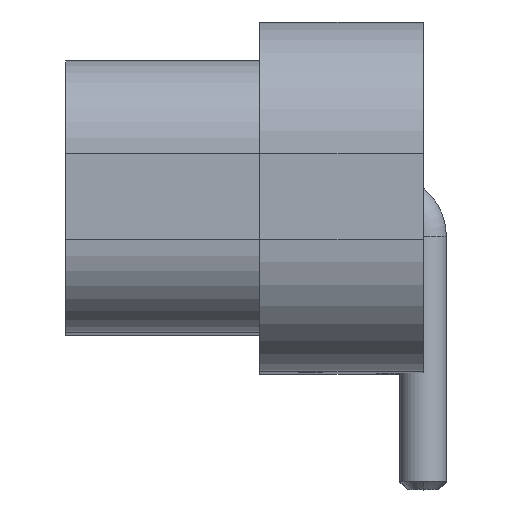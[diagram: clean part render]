
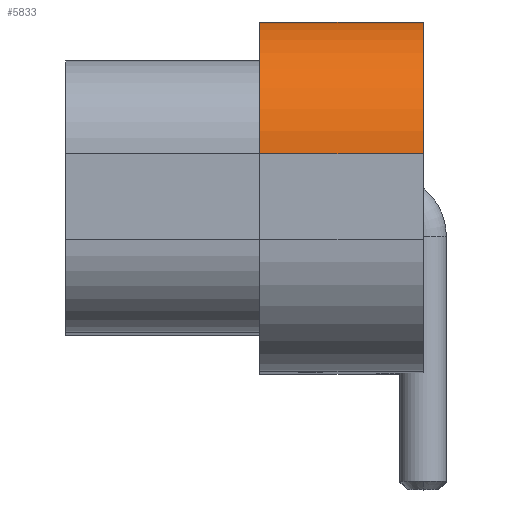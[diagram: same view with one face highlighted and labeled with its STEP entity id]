
A CAD part, top view. The second image highlights one B-rep face of the part: STEP entity #5833.
In plain terms, the highlighted cylindrical face has radius 1.7 mm (diameter 3.4 mm), a partial arc.
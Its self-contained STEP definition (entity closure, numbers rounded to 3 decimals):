
#539 = CYLINDRICAL_SURFACE ( 'NONE', #5427, 1.7 ) ;
#1091 = CARTESIAN_POINT ( 'NONE',  ( 15., 0.55, 8.95 ) ) ;
#1400 = AXIS2_PLACEMENT_3D ( 'NONE', #1091, #11054, #8357 ) ;
#1727 = VERTEX_POINT ( 'NONE', #9668 ) ;
#3206 = FACE_OUTER_BOUND ( 'NONE', #6245, .T. ) ;
#3789 = CARTESIAN_POINT ( 'NONE',  ( 12.9, 0.55, 8.95 ) ) ;
#3896 = DIRECTION ( 'NONE',  ( 1., 0., 0. ) ) ;
#4102 = ORIENTED_EDGE ( 'NONE', *, *, #7317, .F. ) ;
#4769 = AXIS2_PLACEMENT_3D ( 'NONE', #3789, #3896, #7504 ) ;
#4983 = CIRCLE ( 'NONE', #4769, 1.7 ) ;
#4993 = DIRECTION ( 'NONE',  ( -1., 0., 0. ) ) ;
#5077 = ORIENTED_EDGE ( 'NONE', *, *, #9421, .T. ) ;
#5427 = AXIS2_PLACEMENT_3D ( 'NONE', #6042, #7896, #7002 ) ;
#5833 = ADVANCED_FACE ( 'NONE', ( #3206 ), #539, .T. ) ;
#5951 = CARTESIAN_POINT ( 'NONE',  ( 12.9, 2.25, 8.95 ) ) ;
#6042 = CARTESIAN_POINT ( 'NONE',  ( 15.042, 0.55, 8.95 ) ) ;
#6245 = EDGE_LOOP ( 'NONE', ( #5077, #4102, #6403, #9357 ) ) ;
#6403 = ORIENTED_EDGE ( 'NONE', *, *, #10090, .F. ) ;
#6429 = VECTOR ( 'NONE', #4993, 1000. ) ;
#6605 = EDGE_CURVE ( 'NONE', #10174, #1727, #11627, .T. ) ;
#6636 = CARTESIAN_POINT ( 'NONE',  ( 15., 0.55, 10.65 ) ) ;
#6883 = CIRCLE ( 'NONE', #1400, 1.7 ) ;
#7002 = DIRECTION ( 'NONE',  ( 0., 0., 1. ) ) ;
#7057 = DIRECTION ( 'NONE',  ( 1., 0., 0. ) ) ;
#7317 = EDGE_CURVE ( 'NONE', #7836, #8699, #8565, .T. ) ;
#7504 = DIRECTION ( 'NONE',  ( 0., 1., 0. ) ) ;
#7771 = CARTESIAN_POINT ( 'NONE',  ( 15., 0.55, 10.65 ) ) ;
#7836 = VERTEX_POINT ( 'NONE', #6636 ) ;
#7896 = DIRECTION ( 'NONE',  ( -1., 0., 0. ) ) ;
#8357 = DIRECTION ( 'NONE',  ( 0., 1., 0. ) ) ;
#8565 = LINE ( 'NONE', #7771, #6429 ) ;
#8699 = VERTEX_POINT ( 'NONE', #11358 ) ;
#8867 = CARTESIAN_POINT ( 'NONE',  ( 12.9, 2.25, 8.95 ) ) ;
#9357 = ORIENTED_EDGE ( 'NONE', *, *, #6605, .F. ) ;
#9421 = EDGE_CURVE ( 'NONE', #10174, #8699, #4983, .T. ) ;
#9668 = CARTESIAN_POINT ( 'NONE',  ( 15., 2.25, 8.95 ) ) ;
#10010 = VECTOR ( 'NONE', #7057, 1000. ) ;
#10090 = EDGE_CURVE ( 'NONE', #1727, #7836, #6883, .T. ) ;
#10174 = VERTEX_POINT ( 'NONE', #5951 ) ;
#11054 = DIRECTION ( 'NONE',  ( 1., 0., 0. ) ) ;
#11358 = CARTESIAN_POINT ( 'NONE',  ( 12.9, 0.55, 10.65 ) ) ;
#11627 = LINE ( 'NONE', #8867, #10010 ) ;
